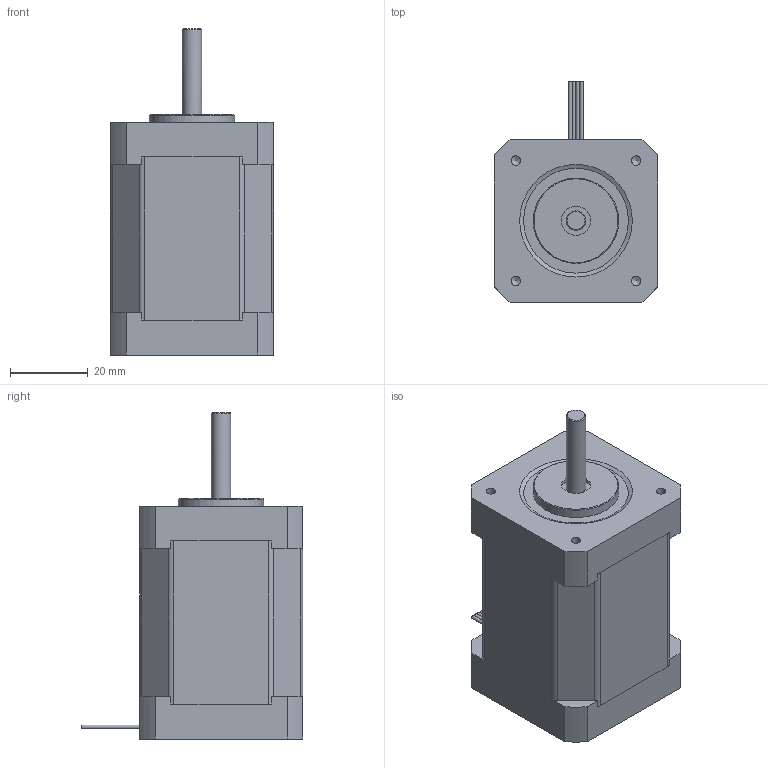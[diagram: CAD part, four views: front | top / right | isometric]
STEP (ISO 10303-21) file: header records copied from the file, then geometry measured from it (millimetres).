
FILE_DESCRIPTION((''),'2;1');
FILE_NAME('ST4118D1804-A.stp','2015-05-21T13:22:46',('schneid_a'),(''),'Autodesk Inventor 2010','Autodesk Inventor 2010','');
FILE_SCHEMA(('AUTOMOTIVE_DESIGN { 1 0 10303 214 1 1 1 1 }'));
Length unit declared in the file: millimetre
Products named in the file (1): STEPPING_MOTOR_ST4118D_A
Bounding box: 42 x 57 x 84.04 mm (x, y, z)
Volume: 100982.7 mm3; surface area: 14565.5 mm2
Topology: 2 solids, 8 shells, 285 faces, 687 edges, 427 vertices
Faces by surface type: plane 160, cone 67, cylinder 50, sphere 4, bspline 4
Full cylindrical faces by diameter (mm): 1 x6, 2.275 x4, 2.459 x4, 2.5 x4, 2.7 x4, 5 x2, 6 x4, 7.5 x1, 22 x1
Entity records: 8211 total; most frequent: CARTESIAN_POINT 1687, DIRECTION 1356, ORIENTED_EDGE 1240, EDGE_CURVE 620, AXIS2_PLACEMENT_3D 534, VERTEX_POINT 413, EDGE_LOOP 355, VECTOR 288
